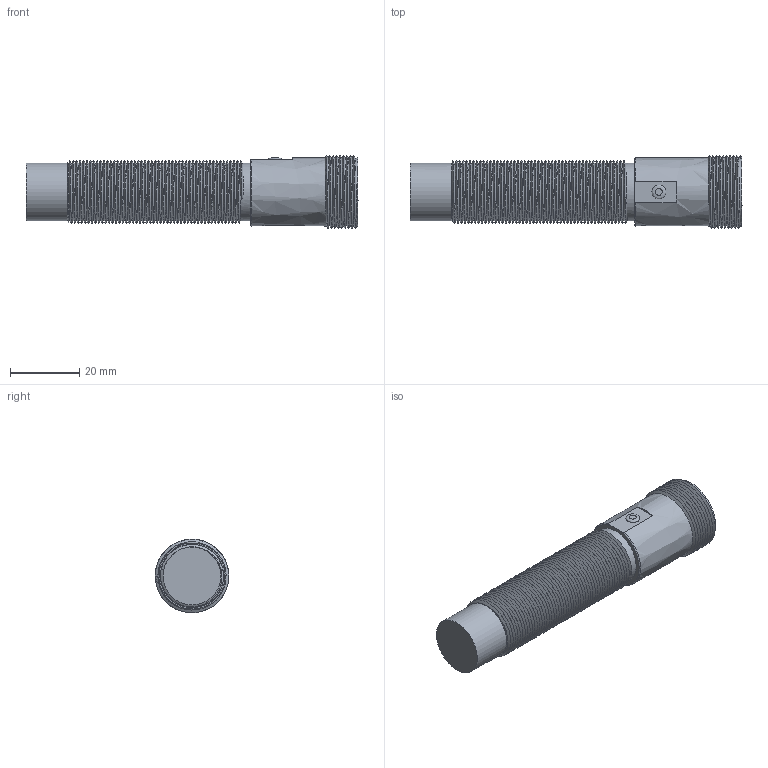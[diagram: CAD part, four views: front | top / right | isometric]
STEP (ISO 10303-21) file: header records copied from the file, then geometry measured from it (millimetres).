
FILE_DESCRIPTION( ('This file contains a STEP AP42 implementation' ,'as created by ZW3D STEP Interface translator.') ,'2;1' );
FILE_NAME( 'FCS2-1808X-XZU4.stp' ,'20 6 4.103218', (''), ('ZWCAD Software Co.'), 'Version 1.0', 'ZW3D to STEP translator', '' );
FILE_SCHEMA(('AUTOMOTIVE_DESIGN'));
Length unit declared in the file: millimetre
Products named in the file (2): 0; ECS2-1816X-XZU4
Bounding box: 96.05 x 21.25 x 21.26 mm (x, y, z)
Volume: 23492.4 mm3; surface area: 9835.8 mm2
Topology: 1 solids, 4 shells, 117 faces, 295 edges, 190 vertices
Faces by surface type: bspline 117
Entity records: 7094 total; most frequent: CARTESIAN_POINT 5366, ORIENTED_EDGE 579, EDGE_CURVE 291, VERTEX_POINT 190, EDGE_LOOP 128, B_SPLINE_CURVE_WITH_KNOTS 118, FACE_OUTER_BOUND 117, ADVANCED_FACE 117
